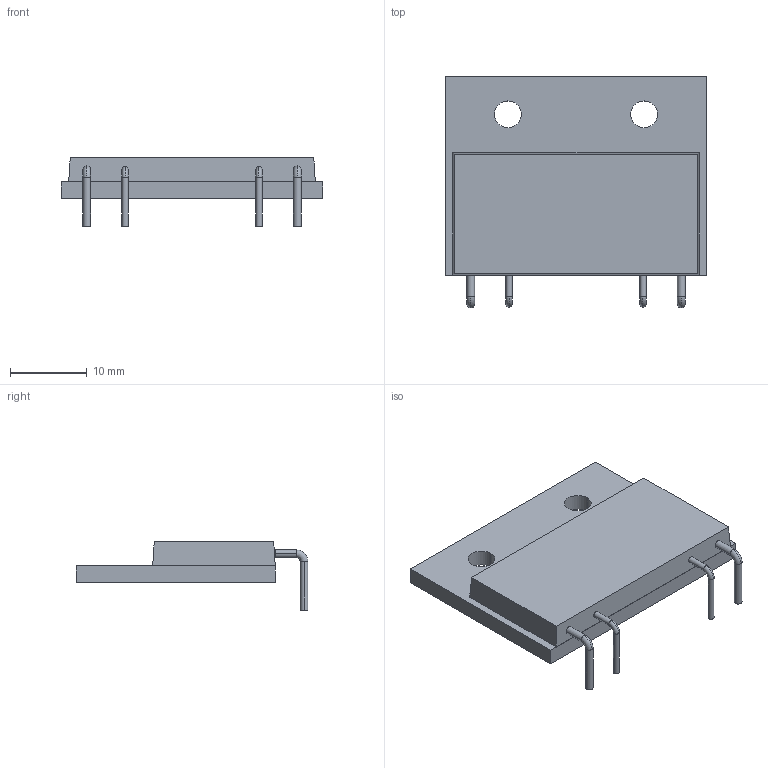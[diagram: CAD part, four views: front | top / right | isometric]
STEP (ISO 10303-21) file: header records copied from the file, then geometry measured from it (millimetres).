
FILE_DESCRIPTION((''),'2;1');
FILE_NAME('RES_VISHAY_VCS332Z_h.stp','2011-03-10T09:11:50',(''),(''),'Mechanical Desktop 2011','Mechanical Desktop 2011',', , ');
FILE_SCHEMA(('AUTOMOTIVE_DESIGN { 1 2 10303 214 1 1 1 1 }'));
Length unit declared in the file: millimetre
Products named in the file (1): Product
Bounding box: 34.2 x 30.27 x 8.93 mm (x, y, z)
Volume: 3524 mm3; surface area: 3490.5 mm2
Topology: 6 solids, 6 shells, 48 faces, 108 edges, 72 vertices
Faces by surface type: cylinder 20, plane 20, torus 8
Entity records: 1438 total; most frequent: DIRECTION 270, CARTESIAN_POINT 229, ORIENTED_EDGE 216, AXIS2_PLACEMENT_3D 113, EDGE_CURVE 108, VERTEX_POINT 72, CIRCLE 64, EDGE_LOOP 52
